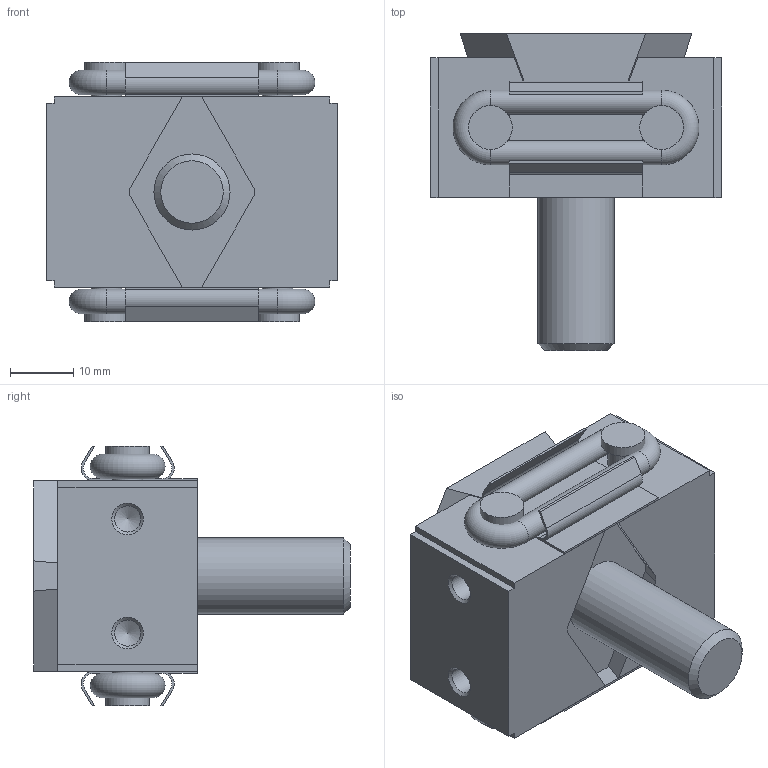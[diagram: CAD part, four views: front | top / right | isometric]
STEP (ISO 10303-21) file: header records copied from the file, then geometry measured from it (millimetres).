
FILE_DESCRIPTION( ( 'STEP AP203' ), ' ' );
FILE_NAME( 'EH 23250.0162 Taper Clamping Unit (0).stp', '2015-07-27T06:17:28', ( '' ), ( '' ), ' ', 'PARTsolutions', ' ' );
FILE_SCHEMA( ( 'CONFIG_CONTROL_DESIGN' ) );
Length unit declared in the file: millimetre
Products named in the file (5): EH 23250.0162 Taper Clamping Unit (0); _EH 23250.0162 Taper Clamping Unit 3-1; _EH 23250.0162 Taper Clamping Unit 3-3; _EH 23250.0162 Taper Clamping Unit 3-2; _EH 23250.0162 Taper Clamping Unit -03-4
Assembly tree (7 placements, depth 2):
  EH 23250.0162 Taper Clamping Unit (0)
    _EH 23250.0162 Taper Clamping Unit 3-1
    _EH 23250.0162 Taper Clamping Unit 3-3  x2
    _EH 23250.0162 Taper Clamping Unit 3-2  x2
    _EH 23250.0162 Taper Clamping Unit -03-4  x2
Bounding box: 46 x 50 x 41 mm (x, y, z)
Volume: 36692.5 mm3; surface area: 16865.2 mm2
Topology: 7 solids, 7 shells, 120 faces, 279 edges, 181 vertices
Faces by surface type: plane 78, cylinder 28, cone 9, torus 5
Full cylindrical faces by diameter (mm): 3.85 x4, 4.134 x4, 4.8 x4, 6.9 x4, 12 x1, 18 x1
Entity records: 2168 total; most frequent: DIRECTION 350, CARTESIAN_POINT 343, ORIENTED_EDGE 300, EDGE_CURVE 150, AXIS2_PLACEMENT_3D 118, LINE 114, VECTOR 114, VERTEX_POINT 111
